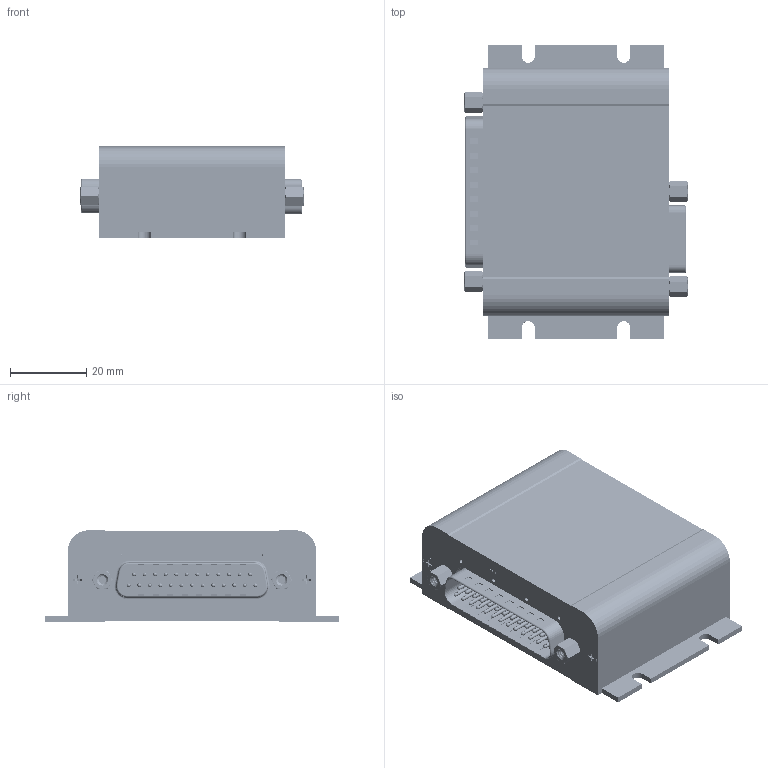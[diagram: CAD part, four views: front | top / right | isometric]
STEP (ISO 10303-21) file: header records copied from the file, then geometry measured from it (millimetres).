
FILE_DESCRIPTION(/* description */ (''),/* implementation_level */ '2;1');
FILE_NAME(/* name */ 'enclosure_router v1411.step',/* time_stamp */ '2024-03-22T10:30:58+01:00',/* author */ (''),/* organization */ (''),/* preprocessor_version */ 'ST-DEVELOPER v20',/* originating_system */ 'Autodesk Translation Framework v12.20.1.177',/* authorisation */ '');
FILE_SCHEMA (('AUTOMOTIVE_DESIGN { 1 0 10303 214 3 1 1 }'));
Products named in the file (19): enclosure_router; enclosure; front; Hex-Standoff v1; silkprint; back; SNZF-M2.6-6-TBZ v1; Hex-Standoff; silkscreen; base v3; PCB Component; Board; M09_190-009-163R001; USB-MINI-SMD-HOLES; router_pcb_import; router_pcb_raw v1; PCB Component_1; Board_1; M25_190-025-163R001
Assembly tree (23 placements, depth 5):
  enclosure_router
    enclosure
    front
      SNZF-M2.6-6-TBZ v1  x2
      Hex-Standoff v1  x2
      silkprint
    back
      SNZF-M2.6-6-TBZ v1  x2
      Hex-Standoff  x2
      silkscreen
    base v3
      PCB Component
        Board
        M09_190-009-163R001
        USB-MINI-SMD-HOLES
    router_pcb_import
      router_pcb_raw v1
        PCB Component_1
          Board_1
          M25_190-025-163R001
Bounding box: 58.55 x 77.2 x 24 mm (x, y, z)
Volume: 28198.9 mm3; surface area: 42767.4 mm2
Topology: 44 solids, 44 shells, 4613 faces, 13781 edges, 9001 vertices
Faces by surface type: plane 2830, cylinder 1335, bspline 330, sphere 52, cone 36, torus 30
Full cylindrical faces by diameter (mm): 0.3 x421, 0.35 x4, 0.61 x9, 0.9 x2, 1 x7, 1.04 x25, 1.092 x5, 1.3 x2, 1.397 x2, 1.5 x4, 1.893 x36, 1.97 x2, 2 x12, 2.261 x2, 2.58 x32, 2.6 x8, 3.048 x2, 3.05 x4, 3.2 x6, 3.8 x2, 4 x10, 4.1 x4, 4.5 x2, 4.9 x2, 5 x2
Entity records: 165338 total; most frequent: CARTESIAN_POINT 42119, ORIENTED_EDGE 26554, DIRECTION 23942, EDGE_CURVE 13277, LINE 8962, VECTOR 8962, VERTEX_POINT 8724, AXIS2_PLACEMENT_3D 7490
